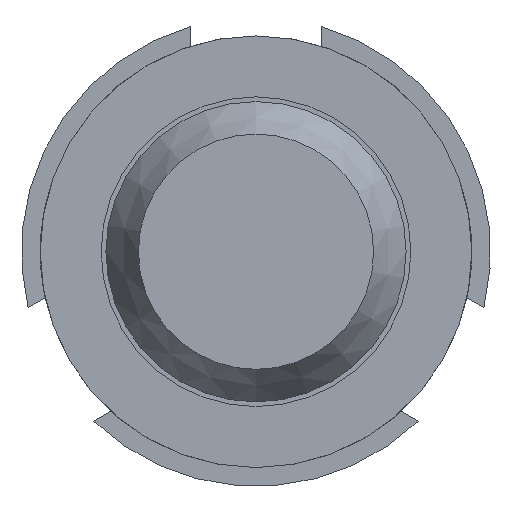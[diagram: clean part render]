
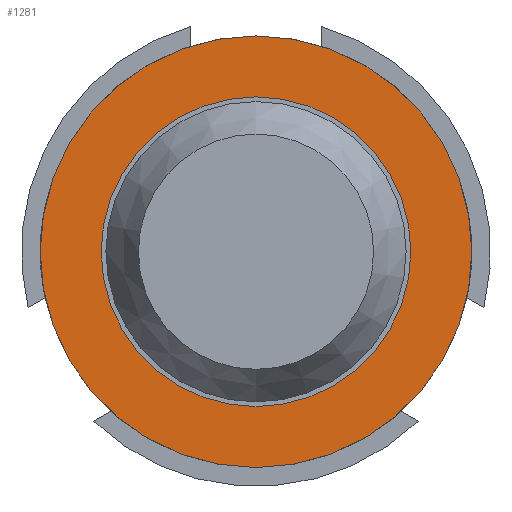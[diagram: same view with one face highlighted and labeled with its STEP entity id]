
A CAD part, front view. The second image highlights one B-rep face of the part: STEP entity #1281.
In plain terms, the highlighted planar face has unit normal (0, -1, 0).
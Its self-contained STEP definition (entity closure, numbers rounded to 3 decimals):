
#2 = CARTESIAN_POINT ( 'NONE',  ( 0., -1.5, 0. ) ) ;
#73 = DIRECTION ( 'NONE',  ( 0., 0., 1. ) ) ;
#93 = CIRCLE ( 'NONE', #375, 0.825 ) ;
#313 = FACE_BOUND ( 'NONE', #933, .T. ) ;
#357 = AXIS2_PLACEMENT_3D ( 'NONE', #3730, #1284, #73 ) ;
#375 = AXIS2_PLACEMENT_3D ( 'NONE', #2, #1788, #3875 ) ;
#441 = DIRECTION ( 'NONE',  ( 0., 0., 1. ) ) ;
#878 = CARTESIAN_POINT ( 'NONE',  ( 0., -1.5, 0.825 ) ) ;
#933 = EDGE_LOOP ( 'NONE', ( #3629 ) ) ;
#1134 = EDGE_CURVE ( 'NONE', #1950, #1950, #93, .T. ) ;
#1200 = AXIS2_PLACEMENT_3D ( 'NONE', #3673, #3433, #441 ) ;
#1281 = ADVANCED_FACE ( 'Defeature ausgef�hrt1_14', ( #313, #3903 ), #3653, .F. ) ;
#1284 = DIRECTION ( 'NONE',  ( 0., 1., 0. ) ) ;
#1788 = DIRECTION ( 'NONE',  ( 0., -1., 0. ) ) ;
#1950 = VERTEX_POINT ( 'NONE', #878 ) ;
#2414 = CARTESIAN_POINT ( 'NONE',  ( 0., -1.5, 1.15 ) ) ;
#3109 = VERTEX_POINT ( 'NONE', #2414 ) ;
#3233 = EDGE_CURVE ( 'NONE', #3109, #3109, #3570, .T. ) ;
#3433 = DIRECTION ( 'NONE',  ( 0., 1., 0. ) ) ;
#3570 = CIRCLE ( 'NONE', #1200, 1.15 ) ;
#3629 = ORIENTED_EDGE ( 'NONE', *, *, #1134, .F. ) ;
#3653 = PLANE ( 'NONE',  #357 ) ;
#3673 = CARTESIAN_POINT ( 'NONE',  ( 0., -1.5, 0. ) ) ;
#3730 = CARTESIAN_POINT ( 'NONE',  ( 0., -1.5, -0.825 ) ) ;
#3777 = ORIENTED_EDGE ( 'NONE', *, *, #3233, .F. ) ;
#3875 = DIRECTION ( 'NONE',  ( 0., 0., 1. ) ) ;
#3878 = EDGE_LOOP ( 'NONE', ( #3777 ) ) ;
#3903 = FACE_OUTER_BOUND ( 'NONE', #3878, .T. ) ;
